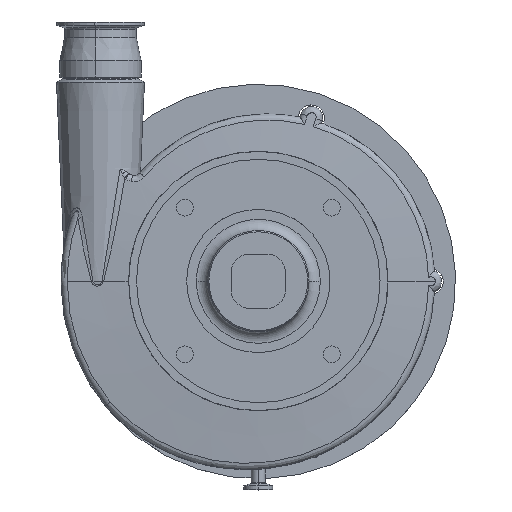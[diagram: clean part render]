
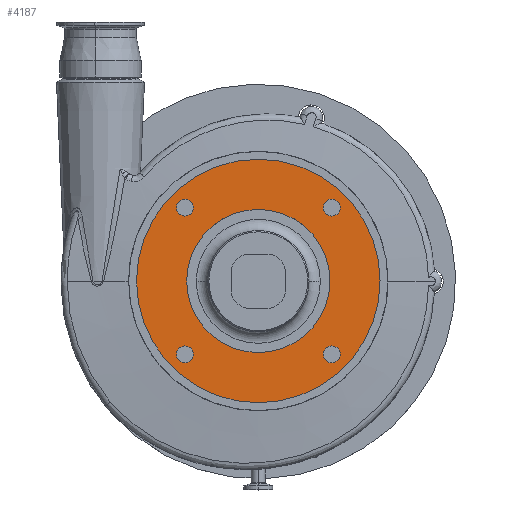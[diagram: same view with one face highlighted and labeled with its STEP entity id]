
A CAD part, top view. The second image highlights one B-rep face of the part: STEP entity #4187.
In plain terms, the highlighted planar face has unit normal (0, 0, 1).
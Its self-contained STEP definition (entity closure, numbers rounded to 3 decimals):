
#52 = EDGE_CURVE ( 'NONE', #945, #11401, #806, .T. ) ;
#89 = ORIENTED_EDGE ( 'NONE', *, *, #3168, .T. ) ;
#142 = DIRECTION ( 'NONE',  ( 1., 0., 0. ) ) ;
#170 = VERTEX_POINT ( 'NONE', #5168 ) ;
#626 = FACE_BOUND ( 'NONE', #969, .T. ) ;
#689 = DIRECTION ( 'NONE',  ( 1., 0., 0. ) ) ;
#786 = PLANE ( 'NONE',  #15617 ) ;
#806 = CIRCLE ( 'NONE', #5430, 7.5 ) ;
#832 = VERTEX_POINT ( 'NONE', #14639 ) ;
#945 = VERTEX_POINT ( 'NONE', #13821 ) ;
#969 = EDGE_LOOP ( 'NONE', ( #15370, #14376 ) ) ;
#1027 = CARTESIAN_POINT ( 'NONE',  ( 72.607, -65.107, 205.5 ) ) ;
#1281 = DIRECTION ( 'NONE',  ( 1., 0., 0. ) ) ;
#1307 = CARTESIAN_POINT ( 'NONE',  ( -57.607, 65.107, 205.5 ) ) ;
#1348 = CARTESIAN_POINT ( 'NONE',  ( 0., 0., 205.5 ) ) ;
#1509 = ORIENTED_EDGE ( 'NONE', *, *, #3646, .T. ) ;
#1650 = DIRECTION ( 'NONE',  ( 0., 0., -1. ) ) ;
#1660 = DIRECTION ( 'NONE',  ( 0., 0., -1. ) ) ;
#1698 = AXIS2_PLACEMENT_3D ( 'NONE', #9704, #14577, #13539 ) ;
#1780 = EDGE_CURVE ( 'NONE', #10101, #4144, #3434, .T. ) ;
#1883 = EDGE_CURVE ( 'NONE', #4869, #2837, #2675, .T. ) ;
#1897 = CIRCLE ( 'NONE', #8264, 108. ) ;
#2078 = CARTESIAN_POINT ( 'NONE',  ( 0., 0., 205.5 ) ) ;
#2675 = CIRCLE ( 'NONE', #3693, 7.5 ) ;
#2837 = VERTEX_POINT ( 'NONE', #6106 ) ;
#2856 = CARTESIAN_POINT ( 'NONE',  ( -72.607, -65.107, 205.5 ) ) ;
#2927 = CARTESIAN_POINT ( 'NONE',  ( -65.107, -65.107, 205.5 ) ) ;
#3168 = EDGE_CURVE ( 'NONE', #11401, #945, #10868, .T. ) ;
#3287 = AXIS2_PLACEMENT_3D ( 'NONE', #2927, #1650, #15211 ) ;
#3434 = CIRCLE ( 'NONE', #5729, 63.5 ) ;
#3475 = ORIENTED_EDGE ( 'NONE', *, *, #1883, .T. ) ;
#3553 = EDGE_CURVE ( 'NONE', #170, #8272, #4241, .T. ) ;
#3574 = EDGE_LOOP ( 'NONE', ( #7464, #15305 ) ) ;
#3590 = CARTESIAN_POINT ( 'NONE',  ( -65.107, 65.107, 205.5 ) ) ;
#3646 = EDGE_CURVE ( 'NONE', #832, #9567, #9853, .T. ) ;
#3693 = AXIS2_PLACEMENT_3D ( 'NONE', #12590, #1660, #15137 ) ;
#4054 = CIRCLE ( 'NONE', #3287, 7.5 ) ;
#4144 = VERTEX_POINT ( 'NONE', #12776 ) ;
#4187 = ADVANCED_FACE ( 'NONE', ( #12937, #12851, #7903, #11580, #626, #5534 ), #786, .T. ) ;
#4241 = CIRCLE ( 'NONE', #1698, 7.5 ) ;
#4331 = DIRECTION ( 'NONE',  ( 1., 0., 0. ) ) ;
#4539 = ORIENTED_EDGE ( 'NONE', *, *, #9271, .T. ) ;
#4635 = DIRECTION ( 'NONE',  ( 0., 0., 1. ) ) ;
#4869 = VERTEX_POINT ( 'NONE', #2856 ) ;
#5165 = CARTESIAN_POINT ( 'NONE',  ( 65.107, 65.107, 205.5 ) ) ;
#5168 = CARTESIAN_POINT ( 'NONE',  ( 57.607, -65.107, 205.5 ) ) ;
#5362 = DIRECTION ( 'NONE',  ( 1., 0., 0. ) ) ;
#5430 = AXIS2_PLACEMENT_3D ( 'NONE', #13462, #13377, #12184 ) ;
#5534 = FACE_BOUND ( 'NONE', #3574, .T. ) ;
#5729 = AXIS2_PLACEMENT_3D ( 'NONE', #6237, #12222, #1281 ) ;
#5737 = CARTESIAN_POINT ( 'NONE',  ( 108., 0., 205.5 ) ) ;
#5753 = DIRECTION ( 'NONE',  ( 0., 0., -1. ) ) ;
#6075 = VERTEX_POINT ( 'NONE', #5737 ) ;
#6082 = AXIS2_PLACEMENT_3D ( 'NONE', #11098, #13726, #5362 ) ;
#6106 = CARTESIAN_POINT ( 'NONE',  ( -57.607, -65.107, 205.5 ) ) ;
#6174 = EDGE_LOOP ( 'NONE', ( #9003, #3475 ) ) ;
#6237 = CARTESIAN_POINT ( 'NONE',  ( 0., 0., 205.5 ) ) ;
#6282 = EDGE_LOOP ( 'NONE', ( #12109, #4539 ) ) ;
#6295 = AXIS2_PLACEMENT_3D ( 'NONE', #5165, #10310, #10016 ) ;
#6440 = VERTEX_POINT ( 'NONE', #10486 ) ;
#6771 = CARTESIAN_POINT ( 'NONE',  ( 65.107, -65.107, 205.5 ) ) ;
#7464 = ORIENTED_EDGE ( 'NONE', *, *, #1780, .T. ) ;
#7596 = EDGE_CURVE ( 'NONE', #8272, #170, #12197, .T. ) ;
#7605 = CIRCLE ( 'NONE', #6082, 63.5 ) ;
#7759 = ORIENTED_EDGE ( 'NONE', *, *, #13007, .T. ) ;
#7903 = FACE_OUTER_BOUND ( 'NONE', #6282, .T. ) ;
#8042 = DIRECTION ( 'NONE',  ( 1., 0., 0. ) ) ;
#8264 = AXIS2_PLACEMENT_3D ( 'NONE', #2078, #4635, #12928 ) ;
#8272 = VERTEX_POINT ( 'NONE', #1027 ) ;
#8425 = EDGE_CURVE ( 'NONE', #2837, #4869, #4054, .T. ) ;
#8429 = CARTESIAN_POINT ( 'NONE',  ( 57.607, 65.107, 205.5 ) ) ;
#8521 = DIRECTION ( 'NONE',  ( 0., 0., 1. ) ) ;
#8862 = AXIS2_PLACEMENT_3D ( 'NONE', #6771, #14108, #689 ) ;
#8949 = CARTESIAN_POINT ( 'NONE',  ( -63.5, 0., 205.5 ) ) ;
#9003 = ORIENTED_EDGE ( 'NONE', *, *, #8425, .T. ) ;
#9244 = CARTESIAN_POINT ( 'NONE',  ( 65.107, 65.107, 205.5 ) ) ;
#9271 = EDGE_CURVE ( 'NONE', #6440, #6075, #15739, .T. ) ;
#9567 = VERTEX_POINT ( 'NONE', #8429 ) ;
#9704 = CARTESIAN_POINT ( 'NONE',  ( 65.107, -65.107, 205.5 ) ) ;
#9803 = DIRECTION ( 'NONE',  ( 0., 0., -1. ) ) ;
#9853 = CIRCLE ( 'NONE', #6295, 7.5 ) ;
#10016 = DIRECTION ( 'NONE',  ( 1., 0., 0. ) ) ;
#10101 = VERTEX_POINT ( 'NONE', #8949 ) ;
#10310 = DIRECTION ( 'NONE',  ( 0., 0., -1. ) ) ;
#10486 = CARTESIAN_POINT ( 'NONE',  ( -108., 0., 205.5 ) ) ;
#10865 = EDGE_CURVE ( 'NONE', #4144, #10101, #7605, .T. ) ;
#10868 = CIRCLE ( 'NONE', #14185, 7.5 ) ;
#10892 = AXIS2_PLACEMENT_3D ( 'NONE', #1348, #8521, #142 ) ;
#11098 = CARTESIAN_POINT ( 'NONE',  ( 0., 0., 205.5 ) ) ;
#11338 = AXIS2_PLACEMENT_3D ( 'NONE', #9244, #5753, #8042 ) ;
#11401 = VERTEX_POINT ( 'NONE', #1307 ) ;
#11580 = FACE_BOUND ( 'NONE', #12125, .T. ) ;
#12035 = ORIENTED_EDGE ( 'NONE', *, *, #52, .T. ) ;
#12109 = ORIENTED_EDGE ( 'NONE', *, *, #13009, .T. ) ;
#12125 = EDGE_LOOP ( 'NONE', ( #89, #12035 ) ) ;
#12184 = DIRECTION ( 'NONE',  ( 1., 0., 0. ) ) ;
#12192 = EDGE_LOOP ( 'NONE', ( #1509, #7759 ) ) ;
#12197 = CIRCLE ( 'NONE', #8862, 7.5 ) ;
#12203 = DIRECTION ( 'NONE',  ( 1., 0., 0. ) ) ;
#12222 = DIRECTION ( 'NONE',  ( 0., 0., -1. ) ) ;
#12590 = CARTESIAN_POINT ( 'NONE',  ( -65.107, -65.107, 205.5 ) ) ;
#12776 = CARTESIAN_POINT ( 'NONE',  ( 63.5, 0., 205.5 ) ) ;
#12851 = FACE_BOUND ( 'NONE', #6174, .T. ) ;
#12928 = DIRECTION ( 'NONE',  ( 1., 0., 0. ) ) ;
#12937 = FACE_BOUND ( 'NONE', #12192, .T. ) ;
#13007 = EDGE_CURVE ( 'NONE', #9567, #832, #13125, .T. ) ;
#13009 = EDGE_CURVE ( 'NONE', #6075, #6440, #1897, .T. ) ;
#13125 = CIRCLE ( 'NONE', #11338, 7.5 ) ;
#13377 = DIRECTION ( 'NONE',  ( 0., 0., -1. ) ) ;
#13462 = CARTESIAN_POINT ( 'NONE',  ( -65.107, 65.107, 205.5 ) ) ;
#13539 = DIRECTION ( 'NONE',  ( 1., 0., 0. ) ) ;
#13726 = DIRECTION ( 'NONE',  ( 0., 0., -1. ) ) ;
#13821 = CARTESIAN_POINT ( 'NONE',  ( -72.607, 65.107, 205.5 ) ) ;
#14108 = DIRECTION ( 'NONE',  ( 0., 0., -1. ) ) ;
#14185 = AXIS2_PLACEMENT_3D ( 'NONE', #3590, #9803, #12203 ) ;
#14376 = ORIENTED_EDGE ( 'NONE', *, *, #3553, .T. ) ;
#14577 = DIRECTION ( 'NONE',  ( 0., 0., -1. ) ) ;
#14639 = CARTESIAN_POINT ( 'NONE',  ( 72.607, 65.107, 205.5 ) ) ;
#15137 = DIRECTION ( 'NONE',  ( 1., 0., 0. ) ) ;
#15211 = DIRECTION ( 'NONE',  ( 1., 0., 0. ) ) ;
#15253 = DIRECTION ( 'NONE',  ( 0., 0., 1. ) ) ;
#15305 = ORIENTED_EDGE ( 'NONE', *, *, #10865, .T. ) ;
#15370 = ORIENTED_EDGE ( 'NONE', *, *, #7596, .T. ) ;
#15487 = CARTESIAN_POINT ( 'NONE',  ( 0., 0., 205.5 ) ) ;
#15617 = AXIS2_PLACEMENT_3D ( 'NONE', #15487, #15253, #4331 ) ;
#15739 = CIRCLE ( 'NONE', #10892, 108. ) ;
